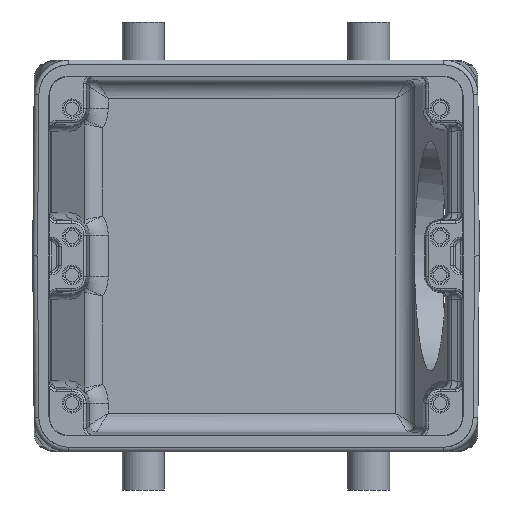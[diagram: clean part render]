
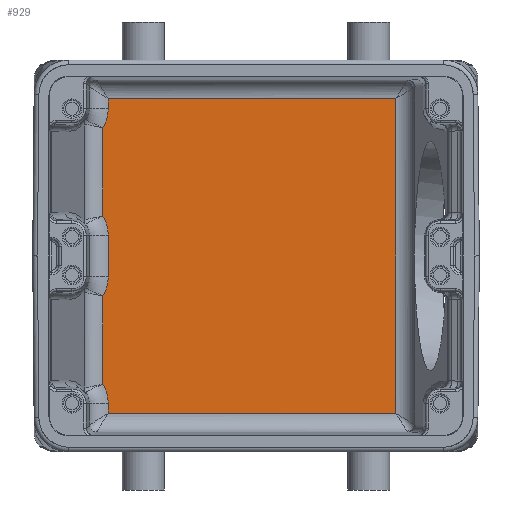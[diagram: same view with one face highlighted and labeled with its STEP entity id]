
A CAD part, front view. The second image highlights one B-rep face of the part: STEP entity #929.
In plain terms, the highlighted planar face has unit normal (0, -1, 0).
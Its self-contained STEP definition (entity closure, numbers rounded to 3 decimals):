
#929=ADVANCED_FACE('',(#1810),#1376,.F.);
#1376=PLANE('',#11323);
#1810=FACE_OUTER_BOUND('',#2504,.T.);
#2504=EDGE_LOOP('',(#5347,#5348,#5349,#5350,#5351,#5352,#5353,#5354,#5355,
#5356,#5357,#5358));
#3309=CIRCLE('',#11144,7.646);
#3317=CIRCLE('',#11166,7.646);
#3385=CIRCLE('',#11321,7.646);
#3386=CIRCLE('',#11322,7.646);
#5347=ORIENTED_EDGE('',*,*,#8317,.F.);
#5348=ORIENTED_EDGE('',*,*,#8315,.T.);
#5349=ORIENTED_EDGE('',*,*,#8278,.F.);
#5350=ORIENTED_EDGE('',*,*,#8271,.T.);
#5351=ORIENTED_EDGE('',*,*,#8537,.F.);
#5352=ORIENTED_EDGE('',*,*,#8538,.T.);
#5353=ORIENTED_EDGE('',*,*,#8539,.F.);
#5354=ORIENTED_EDGE('',*,*,#8540,.T.);
#5355=ORIENTED_EDGE('',*,*,#8541,.F.);
#5356=ORIENTED_EDGE('',*,*,#8542,.F.);
#5357=ORIENTED_EDGE('',*,*,#8530,.F.);
#5358=ORIENTED_EDGE('',*,*,#8536,.F.);
#7095=VERTEX_POINT('',#16686);
#7096=VERTEX_POINT('',#16688);
#7100=VERTEX_POINT('',#16804);
#7123=VERTEX_POINT('',#17085);
#7124=VERTEX_POINT('',#17089);
#7255=VERTEX_POINT('',#18039);
#7256=VERTEX_POINT('',#18155);
#7259=VERTEX_POINT('',#18286);
#7260=VERTEX_POINT('',#18288);
#7261=VERTEX_POINT('',#18290);
#7262=VERTEX_POINT('',#18292);
#7263=VERTEX_POINT('',#18294);
#8271=EDGE_CURVE('',#7096,#7095,#3309,.T.);
#8278=EDGE_CURVE('',#7096,#7100,#9552,.T.);
#8315=EDGE_CURVE('',#7123,#7100,#3317,.T.);
#8317=EDGE_CURVE('',#7123,#7124,#9566,.T.);
#8530=EDGE_CURVE('',#7256,#7255,#9636,.T.);
#8536=EDGE_CURVE('',#7124,#7256,#9638,.T.);
#8537=EDGE_CURVE('',#7259,#7095,#9639,.T.);
#8538=EDGE_CURVE('',#7259,#7260,#3385,.T.);
#8539=EDGE_CURVE('',#7261,#7260,#9640,.T.);
#8540=EDGE_CURVE('',#7261,#7262,#3386,.T.);
#8541=EDGE_CURVE('',#7263,#7262,#9641,.T.);
#8542=EDGE_CURVE('',#7255,#7263,#9642,.T.);
#9552=LINE('',#16803,#10328);
#9566=LINE('',#17088,#10342);
#9636=LINE('',#18156,#10412);
#9638=LINE('',#18283,#10414);
#9639=LINE('',#18285,#10415);
#9640=LINE('',#18289,#10416);
#9641=LINE('',#18293,#10417);
#9642=LINE('',#18295,#10418);
#10328=VECTOR('',#13171,1.);
#10342=VECTOR('',#13229,1.);
#10412=VECTOR('',#13597,1.);
#10414=VECTOR('',#13603,1.);
#10415=VECTOR('',#13606,1.);
#10416=VECTOR('',#13609,1.);
#10417=VECTOR('',#13612,1.);
#10418=VECTOR('',#13613,1.);
#11144=AXIS2_PLACEMENT_3D('',#16687,#13165,#13166);
#11166=AXIS2_PLACEMENT_3D('',#17084,#13223,#13224);
#11321=AXIS2_PLACEMENT_3D('',#18287,#13607,#13608);
#11322=AXIS2_PLACEMENT_3D('',#18291,#13610,#13611);
#11323=AXIS2_PLACEMENT_3D('',#18296,#13614,#13615);
#13165=DIRECTION('',(0.,1.,0.));
#13166=DIRECTION('',(0.853,0.,0.521));
#13171=DIRECTION('',(0.,0.,1.));
#13223=DIRECTION('',(0.,1.,0.));
#13224=DIRECTION('',(1.,0.,0.));
#13229=DIRECTION('',(0.,0.,1.));
#13597=DIRECTION('',(0.,0.,-1.));
#13603=DIRECTION('',(1.,0.,0.));
#13606=DIRECTION('',(0.,0.,1.));
#13607=DIRECTION('',(0.,1.,0.));
#13608=DIRECTION('',(1.,0.,0.));
#13609=DIRECTION('',(0.,0.,1.));
#13610=DIRECTION('',(0.,1.,0.));
#13611=DIRECTION('',(0.853,0.,0.521));
#13612=DIRECTION('',(0.,0.,1.));
#13613=DIRECTION('',(-1.,0.,0.));
#13614=DIRECTION('',(0.,1.,0.));
#13615=DIRECTION('',(-1.,0.,0.));
#16686=CARTESIAN_POINT('',(-31.104,40.,4.4));
#16687=CARTESIAN_POINT('',(-38.75,40.,4.4));
#16688=CARTESIAN_POINT('',(-32.225,40.,8.385));
#16803=CARTESIAN_POINT('',(-32.225,40.,8.385));
#16804=CARTESIAN_POINT('',(-32.225,40.,27.015));
#17084=CARTESIAN_POINT('',(-38.75,40.,31.));
#17085=CARTESIAN_POINT('',(-31.104,40.,31.));
#17088=CARTESIAN_POINT('',(-31.104,40.,31.));
#17089=CARTESIAN_POINT('',(-31.104,40.,33.104));
#18039=CARTESIAN_POINT('',(29.448,40.,-33.104));
#18155=CARTESIAN_POINT('',(29.448,40.,33.104));
#18156=CARTESIAN_POINT('',(29.448,40.,33.104));
#18283=CARTESIAN_POINT('',(-31.104,40.,33.104));
#18285=CARTESIAN_POINT('',(-31.104,40.,-4.4));
#18286=CARTESIAN_POINT('',(-31.104,40.,-4.4));
#18287=CARTESIAN_POINT('',(-38.75,40.,-4.4));
#18288=CARTESIAN_POINT('',(-32.225,40.,-8.385));
#18289=CARTESIAN_POINT('',(-32.225,40.,-27.015));
#18290=CARTESIAN_POINT('',(-32.225,40.,-27.015));
#18291=CARTESIAN_POINT('',(-38.75,40.,-31.));
#18292=CARTESIAN_POINT('',(-31.104,40.,-31.));
#18293=CARTESIAN_POINT('',(-31.104,40.,-33.104));
#18294=CARTESIAN_POINT('',(-31.104,40.,-33.104));
#18295=CARTESIAN_POINT('',(29.448,40.,-33.104));
#18296=CARTESIAN_POINT('',(32.925,40.,-37.75));
